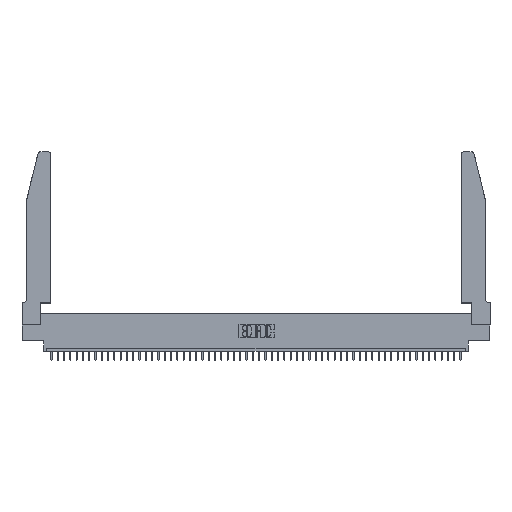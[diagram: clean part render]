
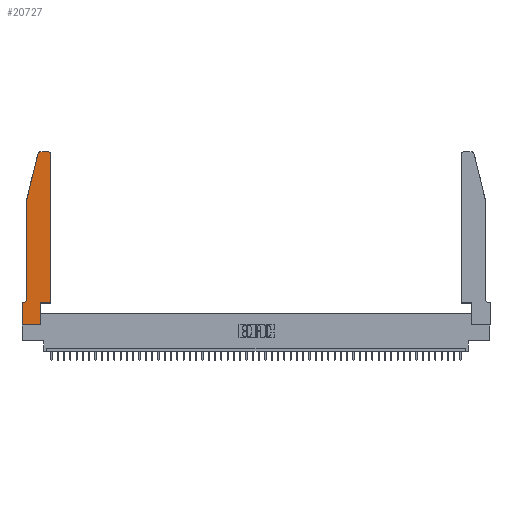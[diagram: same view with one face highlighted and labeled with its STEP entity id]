
A CAD part, top view. The second image highlights one B-rep face of the part: STEP entity #20727.
In plain terms, the highlighted planar face has unit normal (0, 0, 1).
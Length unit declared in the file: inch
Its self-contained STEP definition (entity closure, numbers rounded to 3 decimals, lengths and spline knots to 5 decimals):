
#499 = VERTEX_POINT ( 'NONE', #36513 ) ;
#797 = LINE ( 'NONE', #25216, #39615 ) ;
#1021 = ORIENTED_EDGE ( 'NONE', *, *, #13053, .T. ) ;
#1038 = CARTESIAN_POINT ( 'NONE',  ( 0.2605, 2.75, 0.37 ) ) ;
#1084 = LINE ( 'NONE', #48689, #27838 ) ;
#1104 = CARTESIAN_POINT ( 'NONE',  ( 0.4505, 0.35, 0.37 ) ) ;
#1108 = VERTEX_POINT ( 'NONE', #42622 ) ;
#1331 = VERTEX_POINT ( 'NONE', #43640 ) ;
#1534 = VERTEX_POINT ( 'NONE', #18340 ) ;
#1550 = LINE ( 'NONE', #1038, #24271 ) ;
#2242 = AXIS2_PLACEMENT_3D ( 'NONE', #34369, #14647, #29711 ) ;
#2398 = EDGE_CURVE ( 'NONE', #499, #4348, #1084, .T. ) ;
#2560 = CARTESIAN_POINT ( 'NONE',  ( 0., 0., 0.37 ) ) ;
#2613 = VERTEX_POINT ( 'NONE', #37605 ) ;
#3228 = ORIENTED_EDGE ( 'NONE', *, *, #14693, .T. ) ;
#4170 = EDGE_CURVE ( 'NONE', #4348, #41149, #21349, .T. ) ;
#4348 = VERTEX_POINT ( 'NONE', #17826 ) ;
#5011 = DIRECTION ( 'NONE',  ( 0., 1., 0. ) ) ;
#5604 = CARTESIAN_POINT ( 'NONE',  ( 0.0755, 0.35, 0.37 ) ) ;
#6391 = VERTEX_POINT ( 'NONE', #2560 ) ;
#6460 = AXIS2_PLACEMENT_3D ( 'NONE', #43059, #22467, #18863 ) ;
#6742 = VECTOR ( 'NONE', #48644, 39.37008 ) ;
#6869 = DIRECTION ( 'NONE',  ( 1., 0., 0. ) ) ;
#7045 = DIRECTION ( 'NONE',  ( 0., -1., 0. ) ) ;
#7438 = PLANE ( 'NONE',  #6460 ) ;
#8683 = CARTESIAN_POINT ( 'NONE',  ( 0.2865, 0.35, 0.37 ) ) ;
#9510 = LINE ( 'NONE', #5604, #31132 ) ;
#9947 = LINE ( 'NONE', #1104, #22615 ) ;
#10196 = CARTESIAN_POINT ( 'NONE',  ( 0.0055, 0.42, 0.37 ) ) ;
#13053 = EDGE_CURVE ( 'NONE', #27926, #499, #9947, .T. ) ;
#13281 = AXIS2_PLACEMENT_3D ( 'NONE', #23834, #47041, #31404 ) ;
#13342 = LINE ( 'NONE', #50453, #34229 ) ;
#14647 = DIRECTION ( 'NONE',  ( 0., 0., 1. ) ) ;
#14693 = EDGE_CURVE ( 'NONE', #41149, #1108, #1550, .T. ) ;
#15822 = LINE ( 'NONE', #31947, #30987 ) ;
#17205 = DIRECTION ( 'NONE',  ( -1., 0., 0. ) ) ;
#17826 = CARTESIAN_POINT ( 'NONE',  ( 0.4505, 2.72, 0.37 ) ) ;
#18340 = CARTESIAN_POINT ( 'NONE',  ( 0.0755, 0.42, 0.37 ) ) ;
#18863 = DIRECTION ( 'NONE',  ( 1., 0., 0. ) ) ;
#19575 = EDGE_CURVE ( 'NONE', #2613, #23153, #797, .T. ) ;
#19702 = CARTESIAN_POINT ( 'NONE',  ( 0.0755, 2., 0.37 ) ) ;
#20523 = DIRECTION ( 'NONE',  ( 0., 1., 0. ) ) ;
#20727 = ADVANCED_FACE ( 'NONE', ( #30527 ), #7438, .T. ) ;
#21069 = CARTESIAN_POINT ( 'NONE',  ( 0., 0., 0.37 ) ) ;
#21127 = DIRECTION ( 'NONE',  ( 1., 0., 0. ) ) ;
#21187 = CIRCLE ( 'NONE', #41955, 0.07 ) ;
#21349 = CIRCLE ( 'NONE', #2242, 0.03 ) ;
#21498 = CARTESIAN_POINT ( 'NONE',  ( 0.0055, 0.35, 0.37 ) ) ;
#22467 = DIRECTION ( 'NONE',  ( 0., 0., 1. ) ) ;
#22615 = VECTOR ( 'NONE', #21127, 39.37008 ) ;
#23081 = ORIENTED_EDGE ( 'NONE', *, *, #33145, .T. ) ;
#23153 = VERTEX_POINT ( 'NONE', #19702 ) ;
#23834 = CARTESIAN_POINT ( 'NONE',  ( 0.284, 2.72, 0.37 ) ) ;
#23980 = ORIENTED_EDGE ( 'NONE', *, *, #48868, .T. ) ;
#24271 = VECTOR ( 'NONE', #32743, 39.37008 ) ;
#24571 = EDGE_CURVE ( 'NONE', #1108, #2613, #33279, .T. ) ;
#25216 = CARTESIAN_POINT ( 'NONE',  ( 0.0755, 2., 0.37 ) ) ;
#25487 = DIRECTION ( 'NONE',  ( 0., 0., -1. ) ) ;
#26503 = VERTEX_POINT ( 'NONE', #41739 ) ;
#26898 = ORIENTED_EDGE ( 'NONE', *, *, #4170, .T. ) ;
#27838 = VECTOR ( 'NONE', #5011, 39.37008 ) ;
#27839 = CARTESIAN_POINT ( 'NONE',  ( 0.4205, 2.75, 0.37 ) ) ;
#27926 = VERTEX_POINT ( 'NONE', #8683 ) ;
#28675 = ORIENTED_EDGE ( 'NONE', *, *, #39394, .T. ) ;
#29011 = ORIENTED_EDGE ( 'NONE', *, *, #50901, .T. ) ;
#29711 = DIRECTION ( 'NONE',  ( 1., 0., 0. ) ) ;
#30527 = FACE_OUTER_BOUND ( 'NONE', #47780, .T. ) ;
#30987 = VECTOR ( 'NONE', #20523, 39.37008 ) ;
#31132 = VECTOR ( 'NONE', #33611, 39.37008 ) ;
#31404 = DIRECTION ( 'NONE',  ( 1., 0., 0. ) ) ;
#31939 = VERTEX_POINT ( 'NONE', #21498 ) ;
#31947 = CARTESIAN_POINT ( 'NONE',  ( 0.2865, 0.35, 0.37 ) ) ;
#32386 = ORIENTED_EDGE ( 'NONE', *, *, #2398, .T. ) ;
#32743 = DIRECTION ( 'NONE',  ( -1., 0., 0. ) ) ;
#33145 = EDGE_CURVE ( 'NONE', #26503, #6391, #41372, .T. ) ;
#33260 = DIRECTION ( 'NONE',  ( -0.239, -0.971, 0. ) ) ;
#33279 = CIRCLE ( 'NONE', #13281, 0.03 ) ;
#33611 = DIRECTION ( 'NONE',  ( -1., 0., 0. ) ) ;
#34229 = VECTOR ( 'NONE', #7045, 39.37008 ) ;
#34369 = CARTESIAN_POINT ( 'NONE',  ( 0.4205, 2.72, 0.37 ) ) ;
#34877 = LINE ( 'NONE', #47160, #40266 ) ;
#35069 = ORIENTED_EDGE ( 'NONE', *, *, #19575, .T. ) ;
#36513 = CARTESIAN_POINT ( 'NONE',  ( 0.4505, 0.35, 0.37 ) ) ;
#37605 = CARTESIAN_POINT ( 'NONE',  ( 0.25487, 2.72718, 0.37 ) ) ;
#39394 = EDGE_CURVE ( 'NONE', #31939, #26503, #9510, .T. ) ;
#39615 = VECTOR ( 'NONE', #33260, 39.37008 ) ;
#40266 = VECTOR ( 'NONE', #6869, 39.37008 ) ;
#40698 = ORIENTED_EDGE ( 'NONE', *, *, #24571, .T. ) ;
#41149 = VERTEX_POINT ( 'NONE', #27839 ) ;
#41372 = LINE ( 'NONE', #21069, #6742 ) ;
#41739 = CARTESIAN_POINT ( 'NONE',  ( 0., 0.35, 0.37 ) ) ;
#41955 = AXIS2_PLACEMENT_3D ( 'NONE', #10196, #25487, #17205 ) ;
#42622 = CARTESIAN_POINT ( 'NONE',  ( 0.284, 2.75, 0.37 ) ) ;
#43059 = CARTESIAN_POINT ( 'NONE',  ( 0., 0.35, 0.37 ) ) ;
#43144 = ORIENTED_EDGE ( 'NONE', *, *, #46136, .T. ) ;
#43640 = CARTESIAN_POINT ( 'NONE',  ( 0.2865, 0., 0.37 ) ) ;
#46136 = EDGE_CURVE ( 'NONE', #23153, #1534, #13342, .T. ) ;
#47041 = DIRECTION ( 'NONE',  ( 0., 0., 1. ) ) ;
#47160 = CARTESIAN_POINT ( 'NONE',  ( 0., 0., 0.37 ) ) ;
#47780 = EDGE_LOOP ( 'NONE', ( #3228, #40698, #35069, #43144, #29011, #28675, #23081, #48140, #23980, #1021, #32386, #26898 ) ) ;
#48140 = ORIENTED_EDGE ( 'NONE', *, *, #50608, .T. ) ;
#48644 = DIRECTION ( 'NONE',  ( 0., -1., 0. ) ) ;
#48689 = CARTESIAN_POINT ( 'NONE',  ( 0.4505, 0.35, 0.37 ) ) ;
#48868 = EDGE_CURVE ( 'NONE', #1331, #27926, #15822, .T. ) ;
#50453 = CARTESIAN_POINT ( 'NONE',  ( 0.0755, 2., 0.37 ) ) ;
#50608 = EDGE_CURVE ( 'NONE', #6391, #1331, #34877, .T. ) ;
#50901 = EDGE_CURVE ( 'NONE', #1534, #31939, #21187, .T. ) ;
